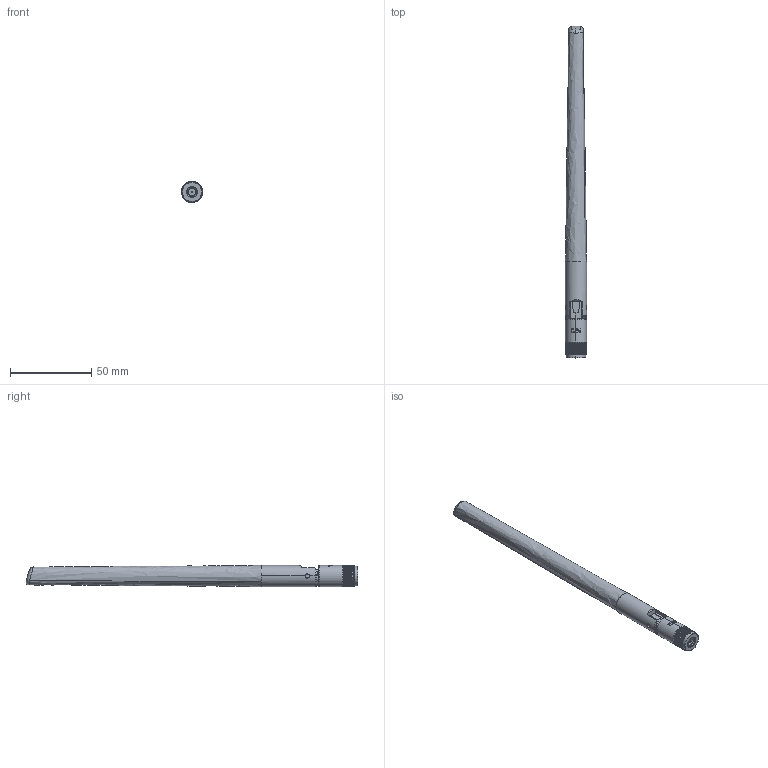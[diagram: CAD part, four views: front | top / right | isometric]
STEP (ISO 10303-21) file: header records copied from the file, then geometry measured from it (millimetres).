
FILE_DESCRIPTION (( 'STEP AP214' ), '1' );
FILE_NAME ('GWX-180ASAXX-2114_(TI.96).STEP', '2023-10-04T07:13:17', ( '' ), ( '' ), 'SwSTEP 2.0', 'SolidWorks 2011', '' );
FILE_SCHEMA (( 'AUTOMOTIVE_DESIGN' ));
Length unit declared in the file: millimetre
Products named in the file (6): 03712(ID) holder-TI.96; 119035BRSE0000 (公座母pin)_1; 119035BSE0000(公座公PIN); 03711(ID) 180 CASE_1; 03712(ID) holder_1; GWX-180ASAXX-2114_(TI.96)
Assembly tree (3 placements, depth 2):
  119035BRSE0000 (公座母pin)_1
  03712(ID) holder_1
  GWX-180ASAXX-2114_(TI.96)
    03711(ID) 180 CASE_1
    03712(ID) holder-TI.96
    119035BSE0000(公座公PIN)
Bounding box: 13 x 203.98 x 13 mm (x, y, z)
Volume: 23357.6 mm3; surface area: 9152.8 mm2
Topology: 3 solids, 4 shells, 484 faces, 1373 edges, 910 vertices
Faces by surface type: cylinder 266, plane 150, bspline 35, cone 25, torus 8
Entity records: 18715 total; most frequent: CARTESIAN_POINT 7252, ORIENTED_EDGE 2746, DIRECTION 1841, EDGE_CURVE 1373, VERTEX_POINT 910, AXIS2_PLACEMENT_3D 682, B_SPLINE_CURVE_WITH_KNOTS 627, EDGE_LOOP 499
